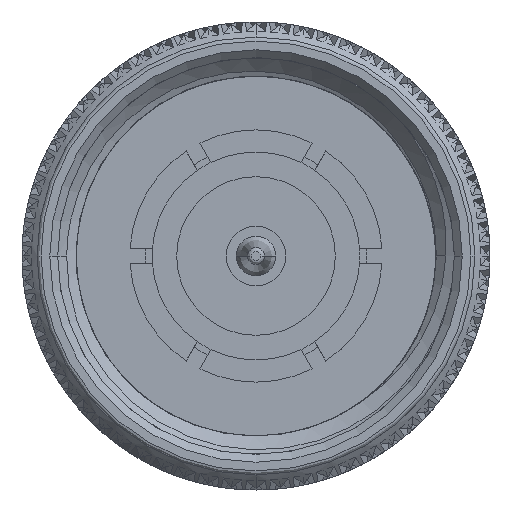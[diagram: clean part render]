
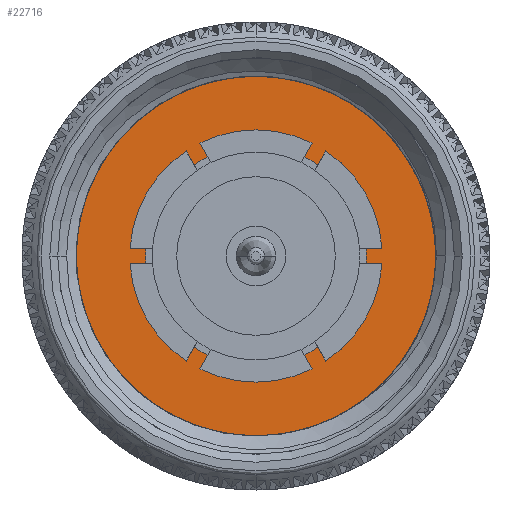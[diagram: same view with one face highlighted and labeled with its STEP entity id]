
A CAD part, left-side view. The second image highlights one B-rep face of the part: STEP entity #22716.
In plain terms, the highlighted planar face has unit normal (-1, 0, 0).
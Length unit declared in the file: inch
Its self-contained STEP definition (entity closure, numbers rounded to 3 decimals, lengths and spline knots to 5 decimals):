
#913 = CARTESIAN_POINT ( 'NONE',  ( 0.315, 0.04734, -0.23019 ) ) ;
#1026 = AXIS2_PLACEMENT_3D ( 'NONE', #102316, #65780, #31026 ) ;
#2068 = CARTESIAN_POINT ( 'NONE',  ( 0.315, -0.11279, -0.21284 ) ) ;
#5166 = CARTESIAN_POINT ( 'NONE',  ( 0.315, 0.139, 0. ) ) ;
#5718 = ORIENTED_EDGE ( 'NONE', *, *, #109945, .T. ) ;
#11109 = CARTESIAN_POINT ( 'NONE',  ( 0.315, 0.17973, -0.13833 ) ) ;
#12054 = CARTESIAN_POINT ( 'NONE',  ( 0.315, -0.21552, -0.11965 ) ) ;
#17421 = CARTESIAN_POINT ( 'NONE',  ( 0.315, 0.17294, -0.148 ) ) ;
#18476 = VERTEX_POINT ( 'NONE', #95778 ) ;
#19163 = CARTESIAN_POINT ( 'NONE',  ( 0.315, -0.05727, -0.23143 ) ) ;
#19776 = VERTEX_POINT ( 'NONE', #59512 ) ;
#20328 = CARTESIAN_POINT ( 'NONE',  ( 0.315, -0.24791, -0.03227 ) ) ;
#20594 = EDGE_CURVE ( 'NONE', #100944, #19776, #53694, .T. ) ;
#22062 = CARTESIAN_POINT ( 'NONE',  ( 0.315, -0.24311, -0.05542 ) ) ;
#22297 = CARTESIAN_POINT ( 'NONE',  ( 0.315, 0.19487, -0.11866 ) ) ;
#22716 = ADVANCED_FACE ( 'NONE', ( #70246, #87949 ), #61417, .T. ) ;
#22873 = CARTESIAN_POINT ( 'NONE',  ( 0.315, 0.2268, -0.02482 ) ) ;
#25663 = ORIENTED_EDGE ( 'NONE', *, *, #42260, .T. ) ;
#26071 = DIRECTION ( 'NONE',  ( 0., -1., 0. ) ) ;
#26831 = CARTESIAN_POINT ( 'NONE',  ( 0.315, -0.04579, -0.23348 ) ) ;
#28568 = CARTESIAN_POINT ( 'NONE',  ( 0.315, -0.19503, -0.1484 ) ) ;
#29380 = CARTESIAN_POINT ( 'NONE',  ( 0.315, 0.2227, -0.0496 ) ) ;
#29724 = CARTESIAN_POINT ( 'NONE',  ( 0.315, -0.23591, -0.07778 ) ) ;
#30893 = VERTEX_POINT ( 'NONE', #71111 ) ;
#30909 = CARTESIAN_POINT ( 'NONE',  ( 0.315, -0.14317, -0.1955 ) ) ;
#31026 = DIRECTION ( 'NONE',  ( 0., -1., 0. ) ) ;
#32794 = EDGE_CURVE ( 'NONE', #47740, #30893, #91974, .T. ) ;
#32937 = CARTESIAN_POINT ( 'NONE',  ( 0.315, 0., 0. ) ) ;
#33218 = DIRECTION ( 'NONE',  ( -1., 0., 0. ) ) ;
#34295 = CARTESIAN_POINT ( 'NONE',  ( 0.315, 0., 0. ) ) ;
#34974 = VERTEX_POINT ( 'NONE', #94137 ) ;
#36186 = EDGE_LOOP ( 'NONE', ( #63421, #70024 ) ) ;
#37390 = CARTESIAN_POINT ( 'NONE',  ( 0.315, 0.16544, -0.15702 ) ) ;
#38668 = AXIS2_PLACEMENT_3D ( 'NONE', #89155, #33218, #77987 ) ;
#42004 = CARTESIAN_POINT ( 'NONE',  ( 0.315, 0., 0. ) ) ;
#42260 = EDGE_CURVE ( 'NONE', #30893, #100944, #51178, .T. ) ;
#46787 = AXIS2_PLACEMENT_3D ( 'NONE', #34295, #78500, #70225 ) ;
#47386 = CARTESIAN_POINT ( 'NONE',  ( 0.315, -0.12317, -0.20757 ) ) ;
#47740 = VERTEX_POINT ( 'NONE', #61812 ) ;
#47962 = CARTESIAN_POINT ( 'NONE',  ( 0.315, -0.2023, -0.13917 ) ) ;
#51178 = LINE ( 'NONE', #32937, #107313 ) ;
#53309 = CARTESIAN_POINT ( 'NONE',  ( 0.315, 0.14913, -0.17387 ) ) ;
#53694 = B_SPLINE_CURVE_WITH_KNOTS ( 'NONE', 3,
 ( #56461, #22873, #29380, #75306, #22297, #11109 ),
 .UNSPECIFIED., .F., .F.,
 ( 4, 2, 4 ),
 ( 0., 0.00189, 0.00378 ),
 .UNSPECIFIED. ) ;
#54927 = AXIS2_PLACEMENT_3D ( 'NONE', #42004, #87371, #26071 ) ;
#55622 = CARTESIAN_POINT ( 'NONE',  ( 0.315, -0.23155, -0.08859 ) ) ;
#56227 = CARTESIAN_POINT ( 'NONE',  ( 0.315, -0.22135, -0.10953 ) ) ;
#56461 = CARTESIAN_POINT ( 'NONE',  ( 0.315, 0.2268, 0. ) ) ;
#57985 = CARTESIAN_POINT ( 'NONE',  ( 0.315, -0.17094, -0.17372 ) ) ;
#59512 = CARTESIAN_POINT ( 'NONE',  ( 0.315, 0.17973, -0.13833 ) ) ;
#61417 = PLANE ( 'NONE',  #54927 ) ;
#61724 = EDGE_LOOP ( 'NONE', ( #107839, #110700, #25663, #71520, #5718 ) ) ;
#61812 = CARTESIAN_POINT ( 'NONE',  ( 0.315, -0.25, 0. ) ) ;
#63421 = ORIENTED_EDGE ( 'NONE', *, *, #87623, .F. ) ;
#63930 = CARTESIAN_POINT ( 'NONE',  ( 0.315, -0.01084, -0.23625 ) ) ;
#65780 = DIRECTION ( 'NONE',  ( -1., 0., 0. ) ) ;
#67389 = CIRCLE ( 'NONE', #99344, 0.25 ) ;
#67809 = B_SPLINE_CURVE_WITH_KNOTS ( 'NONE', 3,
 ( #72169, #17421, #37390, #53309, #89285, #108161, #90431, #80429, #81566, #913, #116413, #63930, #99852, #26831, #19163, #76246, #91595, #2068, #47386, #30909, #109879, #57985, #102197, #28568, #47962, #12054, #56227, #55622, #29724, #22062, #111072, #20328 ),
 .UNSPECIFIED., .F., .F.,
 ( 4, 2, 2, 2, 2, 2, 2, 2, 2, 2, 2, 2, 2, 2, 2, 4 ),
 ( 0., 0.00089, 0.00179, 0.00268, 0.00357, 0.00536, 0.00625, 0.00714, 0.00804, 0.00893, 0.00982, 0.01072, 0.01161, 0.0125, 0.0134, 0.01429 ),
 .UNSPECIFIED. ) ;
#68865 = DIRECTION ( 'NONE',  ( 0., -1., 0. ) ) ;
#70024 = ORIENTED_EDGE ( 'NONE', *, *, #86375, .F. ) ;
#70225 = DIRECTION ( 'NONE',  ( 0., -1., 0. ) ) ;
#70246 = FACE_OUTER_BOUND ( 'NONE', #61724, .T. ) ;
#71111 = CARTESIAN_POINT ( 'NONE',  ( 0.315, 0.25, 0. ) ) ;
#71520 = ORIENTED_EDGE ( 'NONE', *, *, #20594, .T. ) ;
#72169 = CARTESIAN_POINT ( 'NONE',  ( 0.315, 0.17973, -0.13833 ) ) ;
#75306 = CARTESIAN_POINT ( 'NONE',  ( 0.315, 0.20673, -0.09651 ) ) ;
#76246 = CARTESIAN_POINT ( 'NONE',  ( 0.315, -0.08002, -0.22563 ) ) ;
#77987 = DIRECTION ( 'NONE',  ( 0., -1., 0. ) ) ;
#78141 = CIRCLE ( 'NONE', #1026, 0.139 ) ;
#78500 = DIRECTION ( 'NONE',  ( -1., 0., 0. ) ) ;
#80429 = CARTESIAN_POINT ( 'NONE',  ( 0.315, 0.09131, -0.21337 ) ) ;
#81566 = CARTESIAN_POINT ( 'NONE',  ( 0.315, 0.08056, -0.2182 ) ) ;
#82774 = VERTEX_POINT ( 'NONE', #5166 ) ;
#84240 = CARTESIAN_POINT ( 'NONE',  ( 0.315, 0.2268, 0. ) ) ;
#86375 = EDGE_CURVE ( 'NONE', #34974, #82774, #78141, .T. ) ;
#87371 = DIRECTION ( 'NONE',  ( -1., 0., 0. ) ) ;
#87623 = EDGE_CURVE ( 'NONE', #82774, #34974, #115873, .T. ) ;
#87949 = FACE_BOUND ( 'NONE', #36186, .T. ) ;
#89155 = CARTESIAN_POINT ( 'NONE',  ( 0.315, 0., 0. ) ) ;
#89285 = CARTESIAN_POINT ( 'NONE',  ( 0.315, 0.14024, -0.18174 ) ) ;
#90431 = CARTESIAN_POINT ( 'NONE',  ( 0.315, 0.11178, -0.20223 ) ) ;
#91595 = CARTESIAN_POINT ( 'NONE',  ( 0.315, -0.09126, -0.22186 ) ) ;
#91974 = CIRCLE ( 'NONE', #46787, 0.25 ) ;
#94137 = CARTESIAN_POINT ( 'NONE',  ( 0.315, -0.139, 0. ) ) ;
#95778 = CARTESIAN_POINT ( 'NONE',  ( 0.315, -0.24791, -0.03227 ) ) ;
#99344 = AXIS2_PLACEMENT_3D ( 'NONE', #101059, #111702, #102829 ) ;
#99852 = CARTESIAN_POINT ( 'NONE',  ( 0.315, -0.02259, -0.23588 ) ) ;
#100944 = VERTEX_POINT ( 'NONE', #84240 ) ;
#101059 = CARTESIAN_POINT ( 'NONE',  ( 0.315, 0., 0. ) ) ;
#101773 = EDGE_CURVE ( 'NONE', #18476, #47740, #67389, .T. ) ;
#102197 = CARTESIAN_POINT ( 'NONE',  ( 0.315, -0.17936, -0.16566 ) ) ;
#102316 = CARTESIAN_POINT ( 'NONE',  ( 0.315, 0., 0. ) ) ;
#102829 = DIRECTION ( 'NONE',  ( 0., -1., 0. ) ) ;
#107313 = VECTOR ( 'NONE', #68865, 39.37008 ) ;
#107839 = ORIENTED_EDGE ( 'NONE', *, *, #101773, .T. ) ;
#108161 = CARTESIAN_POINT ( 'NONE',  ( 0.315, 0.12157, -0.19591 ) ) ;
#109879 = CARTESIAN_POINT ( 'NONE',  ( 0.315, -0.15286, -0.18864 ) ) ;
#109945 = EDGE_CURVE ( 'NONE', #19776, #18476, #67809, .T. ) ;
#110700 = ORIENTED_EDGE ( 'NONE', *, *, #32794, .T. ) ;
#111072 = CARTESIAN_POINT ( 'NONE',  ( 0.315, -0.24593, -0.04391 ) ) ;
#111702 = DIRECTION ( 'NONE',  ( -1., 0., 0. ) ) ;
#115873 = CIRCLE ( 'NONE', #38668, 0.139 ) ;
#116413 = CARTESIAN_POINT ( 'NONE',  ( 0.315, 0.02449, -0.23471 ) ) ;
